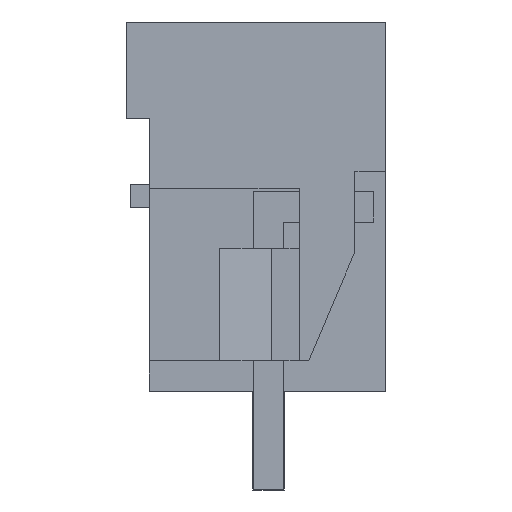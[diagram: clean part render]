
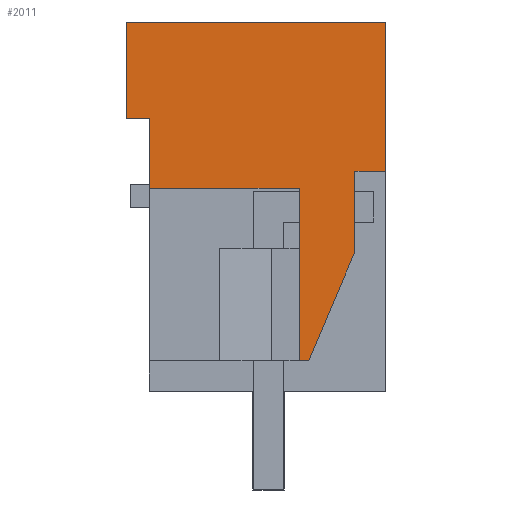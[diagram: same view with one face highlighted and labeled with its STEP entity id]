
A CAD part, left-side view. The second image highlights one B-rep face of the part: STEP entity #2011.
In plain terms, the highlighted planar face has unit normal (-1, 0, 0).
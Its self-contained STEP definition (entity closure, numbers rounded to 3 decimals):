
#1944=AXIS2_PLACEMENT_3D('Plane Axis2P3D',#1941,#1942,#1943) ;
#403=CARTESIAN_POINT('Vertex',(0.,7.68,9.8)) ;
#406=CARTESIAN_POINT('Line Origine',(0.,7.68,10.94)) ;
#410=CARTESIAN_POINT('Vertex',(0.,7.68,12.08)) ;
#1773=CARTESIAN_POINT('Vertex',(0.,2.501,4.2)) ;
#1776=CARTESIAN_POINT('Line Origine',(0.,2.655,4.2)) ;
#1780=CARTESIAN_POINT('Vertex',(0.,2.81,4.2)) ;
#1926=CARTESIAN_POINT('Vertex',(0.,2.81,9.8)) ;
#1929=CARTESIAN_POINT('Line Origine',(0.,5.245,9.8)) ;
#1941=CARTESIAN_POINT('Axis2P3D Location',(0.,8.43,1.7)) ;
#1946=CARTESIAN_POINT('Line Origine',(0.,1.752,5.968)) ;
#1950=CARTESIAN_POINT('Vertex',(0.,1.003,7.735)) ;
#1953=CARTESIAN_POINT('Line Origine',(0.,1.003,9.041)) ;
#1957=CARTESIAN_POINT('Vertex',(0.,1.003,10.346)) ;
#1960=CARTESIAN_POINT('Line Origine',(0.,0.501,10.346)) ;
#1964=CARTESIAN_POINT('Vertex',(0.,0.,10.346)) ;
#1967=CARTESIAN_POINT('Line Origine',(0.,0.,12.773)) ;
#1971=CARTESIAN_POINT('Vertex',(0.,0.,15.2)) ;
#1974=CARTESIAN_POINT('Line Origine',(0.,4.215,15.2)) ;
#1978=CARTESIAN_POINT('Vertex',(0.,8.43,15.2)) ;
#1981=CARTESIAN_POINT('Line Origine',(0.,8.43,13.64)) ;
#1985=CARTESIAN_POINT('Vertex',(0.,8.43,12.08)) ;
#1988=CARTESIAN_POINT('Line Origine',(0.,8.055,12.08)) ;
#1993=CARTESIAN_POINT('Line Origine',(0.,2.81,7.)) ;
#407=DIRECTION('Vector Direction',(0.,0.,-1.)) ;
#1777=DIRECTION('Vector Direction',(0.,1.,0.)) ;
#1930=DIRECTION('Vector Direction',(0.,1.,0.)) ;
#1942=DIRECTION('Axis2P3D Direction',(-1.,0.,0.)) ;
#1943=DIRECTION('Axis2P3D XDirection',(0.,1.,0.)) ;
#1947=DIRECTION('Vector Direction',(0.,0.39,-0.921)) ;
#1954=DIRECTION('Vector Direction',(0.,0.,-1.)) ;
#1961=DIRECTION('Vector Direction',(0.,1.,0.)) ;
#1968=DIRECTION('Vector Direction',(0.,0.,1.)) ;
#1975=DIRECTION('Vector Direction',(0.,1.,0.)) ;
#1982=DIRECTION('Vector Direction',(0.,0.,-1.)) ;
#1989=DIRECTION('Vector Direction',(0.,-1.,0.)) ;
#1994=DIRECTION('Vector Direction',(0.,0.,1.)) ;
#408=VECTOR('Line Direction',#407,1.) ;
#1778=VECTOR('Line Direction',#1777,1.) ;
#1931=VECTOR('Line Direction',#1930,1.) ;
#1948=VECTOR('Line Direction',#1947,1.) ;
#1955=VECTOR('Line Direction',#1954,1.) ;
#1962=VECTOR('Line Direction',#1961,1.) ;
#1969=VECTOR('Line Direction',#1968,1.) ;
#1976=VECTOR('Line Direction',#1975,1.) ;
#1983=VECTOR('Line Direction',#1982,1.) ;
#1990=VECTOR('Line Direction',#1989,1.) ;
#1995=VECTOR('Line Direction',#1994,1.) ;
#1999=ORIENTED_EDGE('',*,*,#1782,.F.) ;
#2000=ORIENTED_EDGE('',*,*,#1952,.F.) ;
#2001=ORIENTED_EDGE('',*,*,#1959,.F.) ;
#2002=ORIENTED_EDGE('',*,*,#1966,.F.) ;
#2003=ORIENTED_EDGE('',*,*,#1973,.T.) ;
#2004=ORIENTED_EDGE('',*,*,#1980,.T.) ;
#2005=ORIENTED_EDGE('',*,*,#1987,.T.) ;
#2006=ORIENTED_EDGE('',*,*,#1992,.T.) ;
#2007=ORIENTED_EDGE('',*,*,#412,.T.) ;
#2008=ORIENTED_EDGE('',*,*,#1933,.F.) ;
#2009=ORIENTED_EDGE('',*,*,#1997,.F.) ;
#2011=ADVANCED_FACE('HOUSING',(#2010),#1945,.T.) ;
#412=EDGE_CURVE('',#411,#404,#409,.T.) ;
#1782=EDGE_CURVE('',#1774,#1781,#1779,.T.) ;
#1933=EDGE_CURVE('',#1927,#404,#1932,.T.) ;
#1952=EDGE_CURVE('',#1951,#1774,#1949,.T.) ;
#1959=EDGE_CURVE('',#1958,#1951,#1956,.T.) ;
#1966=EDGE_CURVE('',#1965,#1958,#1963,.T.) ;
#1973=EDGE_CURVE('',#1965,#1972,#1970,.T.) ;
#1980=EDGE_CURVE('',#1972,#1979,#1977,.T.) ;
#1987=EDGE_CURVE('',#1979,#1986,#1984,.T.) ;
#1992=EDGE_CURVE('',#1986,#411,#1991,.T.) ;
#1997=EDGE_CURVE('',#1781,#1927,#1996,.T.) ;
#1998=EDGE_LOOP('',(#1999,#2000,#2001,#2002,#2003,#2004,#2005,#2006,#2007,#2008,#2009)) ;
#2010=FACE_OUTER_BOUND('',#1998,.T.) ;
#409=LINE('Line',#406,#408) ;
#1779=LINE('Line',#1776,#1778) ;
#1932=LINE('Line',#1929,#1931) ;
#1949=LINE('Line',#1946,#1948) ;
#1956=LINE('Line',#1953,#1955) ;
#1963=LINE('Line',#1960,#1962) ;
#1970=LINE('Line',#1967,#1969) ;
#1977=LINE('Line',#1974,#1976) ;
#1984=LINE('Line',#1981,#1983) ;
#1991=LINE('Line',#1988,#1990) ;
#1996=LINE('Line',#1993,#1995) ;
#1945=PLANE('',#1944) ;
#404=VERTEX_POINT('',#403) ;
#411=VERTEX_POINT('',#410) ;
#1774=VERTEX_POINT('',#1773) ;
#1781=VERTEX_POINT('',#1780) ;
#1927=VERTEX_POINT('',#1926) ;
#1951=VERTEX_POINT('',#1950) ;
#1958=VERTEX_POINT('',#1957) ;
#1965=VERTEX_POINT('',#1964) ;
#1972=VERTEX_POINT('',#1971) ;
#1979=VERTEX_POINT('',#1978) ;
#1986=VERTEX_POINT('',#1985) ;
